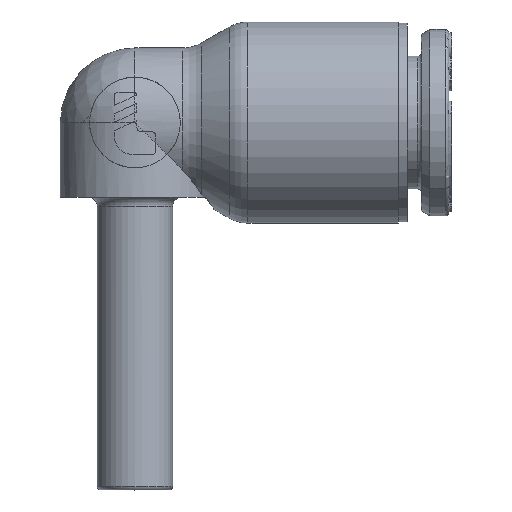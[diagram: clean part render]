
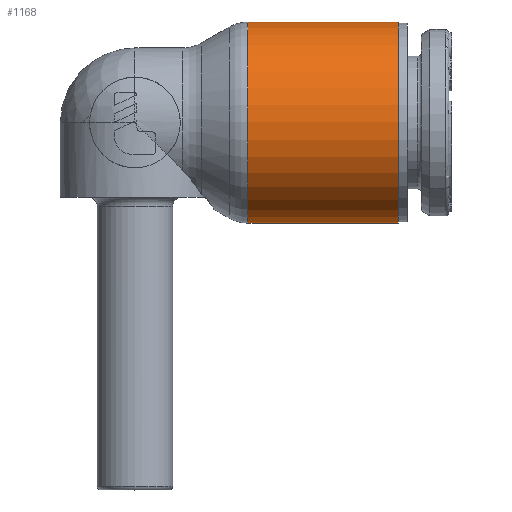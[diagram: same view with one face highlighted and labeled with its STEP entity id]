
A CAD part, top view. The second image highlights one B-rep face of the part: STEP entity #1168.
In plain terms, the highlighted cylindrical face has radius 5.325 mm (diameter 10.65 mm), a partial arc.
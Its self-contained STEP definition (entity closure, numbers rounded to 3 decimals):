
#1168=ADVANCED_FACE('',(#2704),#2705,.T.);
#2704=FACE_OUTER_BOUND('',#5278,.T.);
#2705=CYLINDRICAL_SURFACE('',#5279,5.325);
#5278=EDGE_LOOP('',(#9565,#9566,#9567,#9568));
#5279=AXIS2_PLACEMENT_3D('',#9569,#9570,#9571);
#9565=ORIENTED_EDGE('',*,*,#14282,.T.);
#9566=ORIENTED_EDGE('',*,*,#14283,.T.);
#9567=ORIENTED_EDGE('',*,*,#14284,.T.);
#9568=ORIENTED_EDGE('',*,*,#14285,.T.);
#9569=CARTESIAN_POINT('',(-4.845,0.0,0.0));
#9570=DIRECTION('',(-1.0,-0.0,0.0));
#9571=DIRECTION('',(0.0,-1.0,0.0));
#14282=EDGE_CURVE('',#16227,#17437,#17438,.T.);
#14283=EDGE_CURVE('',#17437,#17439,#17440,.T.);
#14284=EDGE_CURVE('',#17439,#16231,#17441,.T.);
#14285=EDGE_CURVE('',#16231,#16227,#17442,.T.);
#16227=VERTEX_POINT('',#20720);
#16231=VERTEX_POINT('',#20724);
#17437=VERTEX_POINT('',#23245);
#17438=LINE('',#23246,#23247);
#17439=VERTEX_POINT('',#23248);
#17440=CIRCLE('',#23249,5.325);
#17441=LINE('',#23250,#23251);
#17442=CIRCLE('',#23252,5.325);
#20720=CARTESIAN_POINT('',(5.986,-5.325,0.0));
#20724=CARTESIAN_POINT('',(5.986,5.325,0.));
#23245=CARTESIAN_POINT('',(13.95,-5.325,0.0));
#23246=CARTESIAN_POINT('',(9.968,-5.325,0.));
#23247=VECTOR('',#27233,1.0);
#23248=CARTESIAN_POINT('',(13.95,5.325,0.));
#23249=AXIS2_PLACEMENT_3D('',#27234,#27235,#27236);
#23250=CARTESIAN_POINT('',(9.968,5.325,0.));
#23251=VECTOR('',#27237,1.0);
#23252=AXIS2_PLACEMENT_3D('',#27238,#27239,#27240);
#27233=DIRECTION('',(1.0,-0.0,-0.0));
#27234=CARTESIAN_POINT('',(13.95,0.0,0.0));
#27235=DIRECTION('',(-1.0,0.0,0.0));
#27236=DIRECTION('',(0.0,1.0,0.0));
#27237=DIRECTION('',(-1.0,-0.0,-0.0));
#27238=CARTESIAN_POINT('',(5.986,0.0,0.0));
#27239=DIRECTION('',(1.0,0.0,0.0));
#27240=DIRECTION('',(0.0,1.0,0.0));
